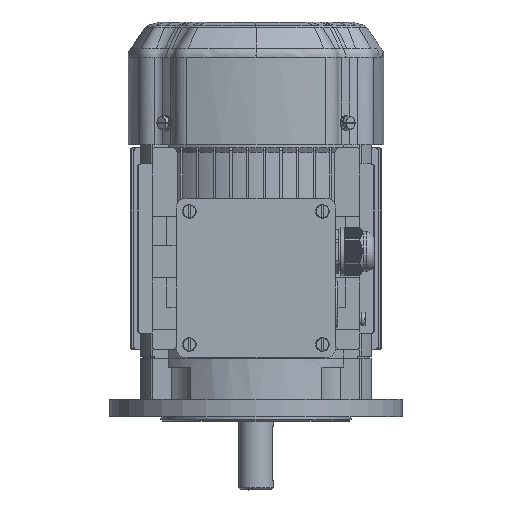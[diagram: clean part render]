
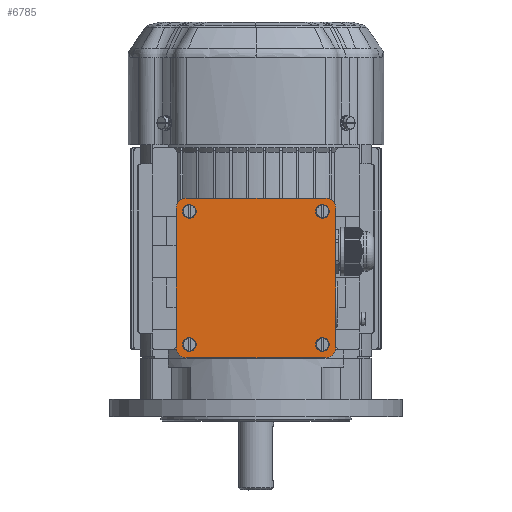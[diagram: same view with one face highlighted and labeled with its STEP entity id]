
A CAD part, front view. The second image highlights one B-rep face of the part: STEP entity #6785.
In plain terms, the highlighted planar face has unit normal (0, -1, 0).
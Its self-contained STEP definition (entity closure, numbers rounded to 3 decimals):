
#4795=FACE_BOUND('',#15650,.T.);
#4796=FACE_BOUND('',#15651,.T.);
#4797=FACE_BOUND('',#15652,.T.);
#4798=FACE_BOUND('',#15653,.T.);
#4799=FACE_BOUND('',#15654,.T.);
#6785=ADVANCED_FACE('',(#4795,#4796,#4797,#4798,#4799),#9722,.T.);
#9722=PLANE('',#67109);
#15650=EDGE_LOOP('',(#27399));
#15651=EDGE_LOOP('',(#27400));
#15652=EDGE_LOOP('',(#27401,#27402,#27403,#27404,#27405,#27406,#27407,#27408));
#15653=EDGE_LOOP('',(#27409));
#15654=EDGE_LOOP('',(#27410));
#19499=CIRCLE('',#67101,2.9);
#19500=CIRCLE('',#67102,2.9);
#19501=CIRCLE('',#67103,7.);
#19502=CIRCLE('',#67104,7.);
#19503=CIRCLE('',#67105,7.);
#19504=CIRCLE('',#67106,7.);
#19505=CIRCLE('',#67107,2.9);
#19506=CIRCLE('',#67108,2.9);
#27399=ORIENTED_EDGE('',*,*,#49168,.T.);
#27400=ORIENTED_EDGE('',*,*,#49169,.F.);
#27401=ORIENTED_EDGE('',*,*,#49170,.F.);
#27402=ORIENTED_EDGE('',*,*,#49171,.F.);
#27403=ORIENTED_EDGE('',*,*,#49172,.F.);
#27404=ORIENTED_EDGE('',*,*,#49173,.F.);
#27405=ORIENTED_EDGE('',*,*,#49174,.F.);
#27406=ORIENTED_EDGE('',*,*,#49175,.F.);
#27407=ORIENTED_EDGE('',*,*,#49176,.F.);
#27408=ORIENTED_EDGE('',*,*,#49177,.F.);
#27409=ORIENTED_EDGE('',*,*,#49178,.T.);
#27410=ORIENTED_EDGE('',*,*,#49179,.T.);
#41833=VERTEX_POINT('',#100391);
#41834=VERTEX_POINT('',#100393);
#41835=VERTEX_POINT('',#100395);
#41836=VERTEX_POINT('',#100396);
#41837=VERTEX_POINT('',#100398);
#41838=VERTEX_POINT('',#100400);
#41839=VERTEX_POINT('',#100402);
#41840=VERTEX_POINT('',#100404);
#41841=VERTEX_POINT('',#100406);
#41842=VERTEX_POINT('',#100408);
#41843=VERTEX_POINT('',#100411);
#41844=VERTEX_POINT('',#100413);
#49168=EDGE_CURVE('',#41833,#41833,#19499,.T.);
#49169=EDGE_CURVE('',#41834,#41834,#19500,.T.);
#49170=EDGE_CURVE('',#41835,#41836,#19501,.T.);
#49171=EDGE_CURVE('',#41837,#41835,#56771,.T.);
#49172=EDGE_CURVE('',#41838,#41837,#19502,.T.);
#49173=EDGE_CURVE('',#41839,#41838,#56772,.T.);
#49174=EDGE_CURVE('',#41840,#41839,#19503,.T.);
#49175=EDGE_CURVE('',#41841,#41840,#56773,.T.);
#49176=EDGE_CURVE('',#41842,#41841,#19504,.T.);
#49177=EDGE_CURVE('',#41836,#41842,#56774,.T.);
#49178=EDGE_CURVE('',#41843,#41843,#19505,.T.);
#49179=EDGE_CURVE('',#41844,#41844,#19506,.T.);
#56771=LINE('',#100397,#61514);
#56772=LINE('',#100401,#61515);
#56773=LINE('',#100405,#61516);
#56774=LINE('',#100409,#61517);
#61514=VECTOR('',#76772,1.);
#61515=VECTOR('',#76775,1.);
#61516=VECTOR('',#76778,1.);
#61517=VECTOR('',#76781,1.);
#67101=AXIS2_PLACEMENT_3D('',#100390,#76766,#76767);
#67102=AXIS2_PLACEMENT_3D('',#100392,#76768,#76769);
#67103=AXIS2_PLACEMENT_3D('',#100394,#76770,#76771);
#67104=AXIS2_PLACEMENT_3D('',#100399,#76773,#76774);
#67105=AXIS2_PLACEMENT_3D('',#100403,#76776,#76777);
#67106=AXIS2_PLACEMENT_3D('',#100407,#76779,#76780);
#67107=AXIS2_PLACEMENT_3D('',#100410,#76782,#76783);
#67108=AXIS2_PLACEMENT_3D('',#100412,#76784,#76785);
#67109=AXIS2_PLACEMENT_3D('',#100414,#76786,#76787);
#76766=DIRECTION('',(0.,1.,0.));
#76767=DIRECTION('',(-1.,0.,0.));
#76768=DIRECTION('',(0.,-1.,0.));
#76769=DIRECTION('',(-1.,0.,0.));
#76770=DIRECTION('',(0.,1.,0.));
#76771=DIRECTION('',(-1.,0.,0.));
#76772=DIRECTION('',(0.,0.,1.));
#76773=DIRECTION('',(0.,1.,0.));
#76774=DIRECTION('',(-1.,0.,0.));
#76775=DIRECTION('',(-1.,0.,0.));
#76776=DIRECTION('',(0.,1.,0.));
#76777=DIRECTION('',(-1.,0.,0.));
#76778=DIRECTION('',(0.,0.,-1.));
#76779=DIRECTION('',(0.,1.,0.));
#76780=DIRECTION('',(-1.,0.,0.));
#76781=DIRECTION('',(1.,0.,0.));
#76782=DIRECTION('',(0.,1.,0.));
#76783=DIRECTION('',(-1.,0.,0.));
#76784=DIRECTION('',(0.,1.,0.));
#76785=DIRECTION('',(-1.,0.,0.));
#76786=DIRECTION('',(0.,-1.,0.));
#76787=DIRECTION('',(-1.,0.,0.));
#100390=CARTESIAN_POINT('',(254.5,-140.5,100.5));
#100391=CARTESIAN_POINT('',(251.6,-140.5,100.5));
#100392=CARTESIAN_POINT('',(254.5,-140.5,9.5));
#100393=CARTESIAN_POINT('',(251.6,-140.5,9.5));
#100394=CARTESIAN_POINT('',(252.5,-140.5,102.5));
#100395=CARTESIAN_POINT('',(245.5,-140.5,102.5));
#100396=CARTESIAN_POINT('',(252.5,-140.5,109.5));
#100397=CARTESIAN_POINT('',(245.5,-140.5,55.));
#100398=CARTESIAN_POINT('',(245.5,-140.5,7.5));
#100399=CARTESIAN_POINT('',(252.5,-140.5,7.5));
#100400=CARTESIAN_POINT('',(252.5,-140.5,0.5));
#100401=CARTESIAN_POINT('',(300.,-140.5,0.5));
#100402=CARTESIAN_POINT('',(347.5,-140.5,0.5));
#100403=CARTESIAN_POINT('',(347.5,-140.5,7.5));
#100404=CARTESIAN_POINT('',(354.5,-140.5,7.5));
#100405=CARTESIAN_POINT('',(354.5,-140.5,55.));
#100406=CARTESIAN_POINT('',(354.5,-140.5,102.5));
#100407=CARTESIAN_POINT('',(347.5,-140.5,102.5));
#100408=CARTESIAN_POINT('',(347.5,-140.5,109.5));
#100409=CARTESIAN_POINT('',(300.,-140.5,109.5));
#100410=CARTESIAN_POINT('',(345.5,-140.5,100.5));
#100411=CARTESIAN_POINT('',(342.6,-140.5,100.5));
#100412=CARTESIAN_POINT('',(345.5,-140.5,9.5));
#100413=CARTESIAN_POINT('',(342.6,-140.5,9.5));
#100414=CARTESIAN_POINT('',(300.,-140.5,55.));
